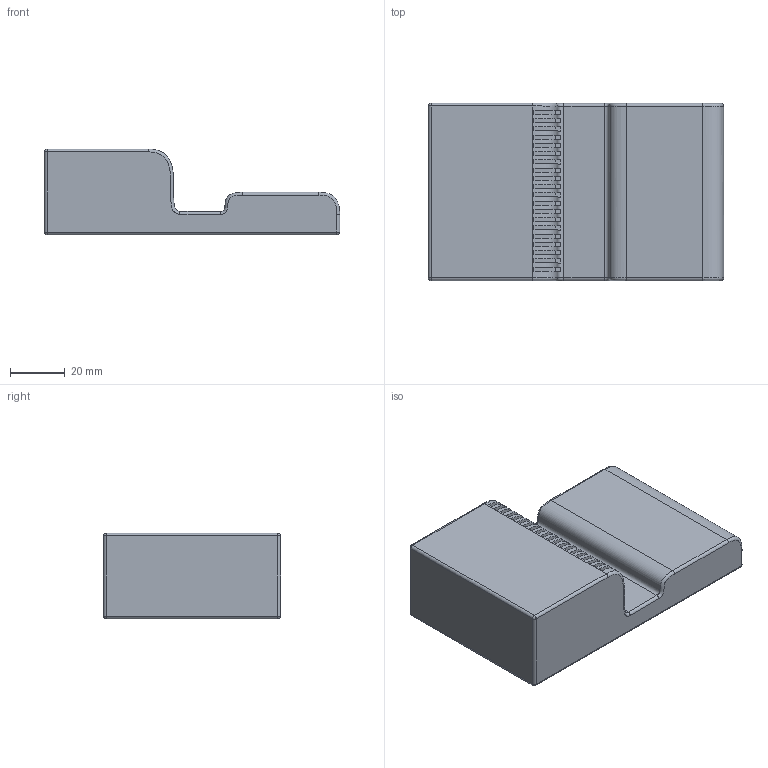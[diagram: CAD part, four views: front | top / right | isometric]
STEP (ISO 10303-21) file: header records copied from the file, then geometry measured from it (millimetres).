
FILE_DESCRIPTION (( 'STEP AP214' ), '1' );
FILE_NAME ('sen55_oled_lcd_case.STEP', '2024-09-25T20:19:51', ( '' ), ( '' ), 'SwSTEP 2.0', 'SolidWorks 2022', '' );
FILE_SCHEMA (( 'AUTOMOTIVE_DESIGN' ));
Length unit declared in the file: millimetre
Products named in the file (1): sen55_oled_lcd_case
Bounding box: 107.43 x 64.5 x 31.14 mm (x, y, z)
Volume: 25168.5 mm3; surface area: 35940.6 mm2
Topology: 1 solids, 1 shells, 167 faces, 465 edges, 296 vertices
Faces by surface type: plane 104, cylinder 33, bspline 24, sphere 6
Entity records: 7607 total; most frequent: CARTESIAN_POINT 3491, ORIENTED_EDGE 918, DIRECTION 691, EDGE_CURVE 459, VERTEX_POINT 296, LINE 271, VECTOR 271, EDGE_LOOP 223
